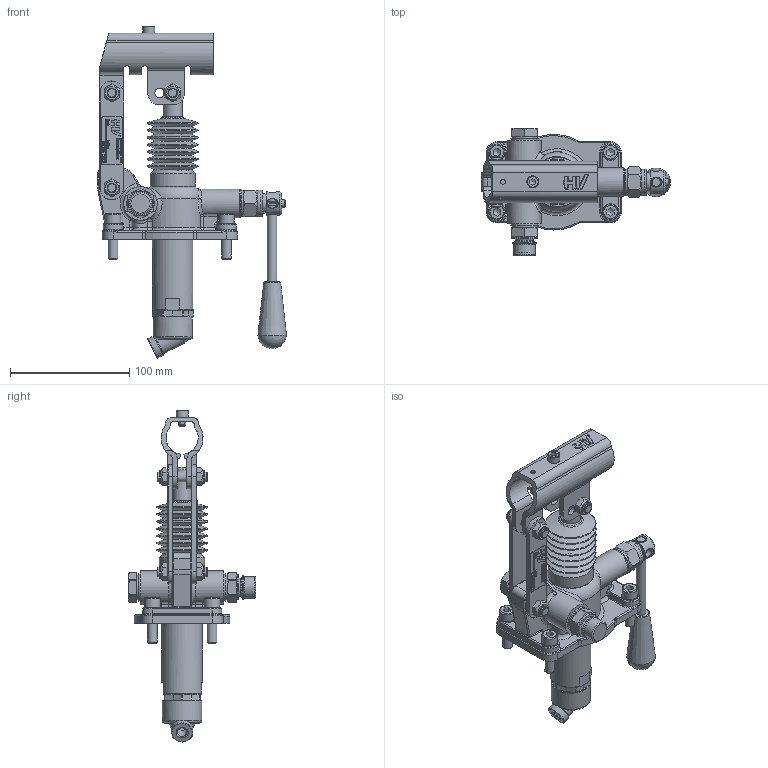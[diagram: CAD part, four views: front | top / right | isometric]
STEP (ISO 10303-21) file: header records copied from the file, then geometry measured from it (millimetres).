
FILE_DESCRIPTION((''),'2;1');
FILE_NAME('PM 25 L-s (HV) STEP.stp','2014-08-04T15:43:11',('Christian'),(''),'Autodesk Inventor 2013','Autodesk Inventor 2013','');
FILE_SCHEMA(('AUTOMOTIVE_DESIGN { 1 0 10303 214 1 1 1 1 }'));
Length unit declared in the file: millimetre
Products named in the file (1): 6051.0122.00.50 Derivazione 2
Bounding box: 158.2 x 106.5 x 277.85 mm (x, y, z)
Volume: 302.5 mm3; surface area: 145101.2 mm2
Topology: 12 solids, 16 shells, 1468 faces, 3661 edges, 2300 vertices
Faces by surface type: plane 678, cylinder 327, bspline 190, cone 135, torus 122, sphere 16
Full cylindrical faces by diameter (mm): 4 x2, 4.917 x1, 5 x1, 6 x2, 7.5 x1, 8 x30, 8.5 x4, 9 x1, 10 x3, 11.05 x6, 12 x4, 13 x4, 14 x4, 16 x3, 16.6 x1, 17 x2, 18 x3, 20 x2, 21 x4, 21.8 x2, 22 x1, 23 x3, 24 x1, 25 x1, 28 x1, 30 x1, 33 x1, 34 x1, 38.004 x1, 40 x1
Entity records: 45688 total; most frequent: CARTESIAN_POINT 11734, ORIENTED_EDGE 6694, DIRECTION 6239, EDGE_CURVE 3347, AXIS2_PLACEMENT_3D 2239, VERTEX_POINT 2222, EDGE_LOOP 1851, VECTOR 1761
